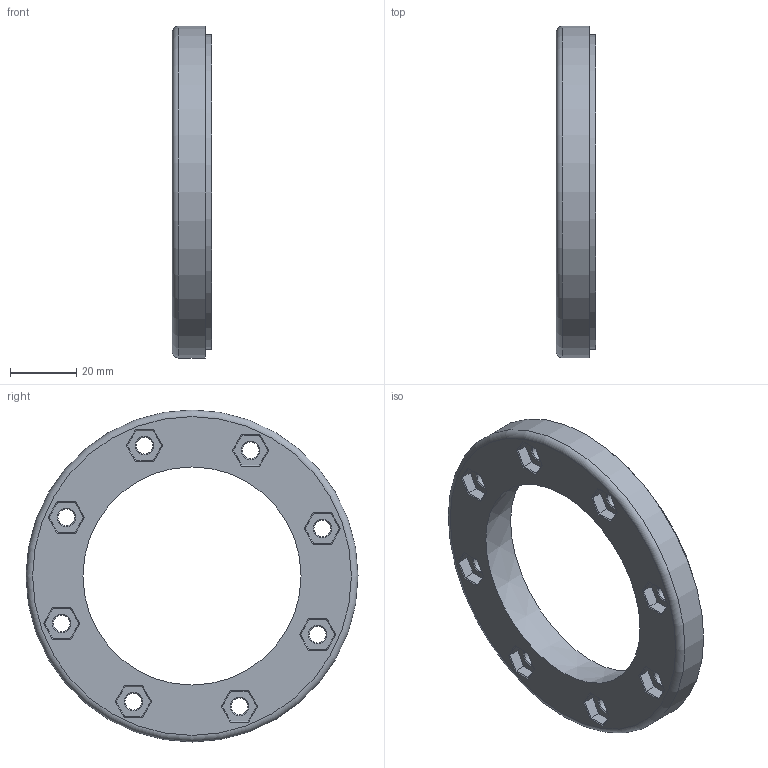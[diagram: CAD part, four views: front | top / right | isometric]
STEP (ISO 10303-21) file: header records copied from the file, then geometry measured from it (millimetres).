
FILE_DESCRIPTION(/* description */ ('STEP AP242','CAx-IF Rec.Pracs.---Representation and Presentation of Product Manufacturing Information (PMI)---4.0---2014-10-13','CAx-IF Rec.Pracs.---3D Tessellated Geometry---0.4---2014-09-14','2;1'),/* implementation_level */ '2;1');
FILE_NAME(/* name */ '67e4a40081834f5444d7e3eb',/* time_stamp */ '2025-03-27T01:04:00Z',/* author */ (''),/* organization */ (''),/* preprocessor_version */ 'ST-DEVELOPER v20',/* originating_system */ 'ONSHAPE BY PTC INC, 1.195',/* authorisation */ ' ');
FILE_SCHEMA (('AP242_MANAGED_MODEL_BASED_3D_ENGINEERING_MIM_LF { 1 0 10303 442 1 1 4 }'));
Length unit declared in the file: metre
Products named in the file (1): Retention Inner Outside
Bounding box: 12 x 100.55 x 100.55 mm (x, y, z)
Volume: 47106.3 mm3; surface area: 16374.4 mm2
Topology: 1 solids, 1 shells, 127 faces, 299 edges, 183 vertices
Faces by surface type: plane 107, cylinder 10, cone 9, torus 1
Full cylindrical faces by diameter (mm): 5.105 x8, 95.4 x1, 100.547 x1
Entity records: 3418 total; most frequent: CARTESIAN_POINT 574, DIRECTION 558, ORIENTED_EDGE 542, EDGE_CURVE 271, LINE 240, VECTOR 240, VERTEX_POINT 175, EDGE_LOOP 174
